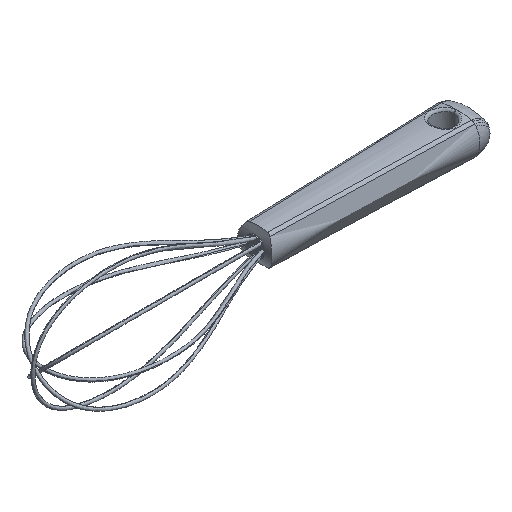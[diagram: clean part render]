
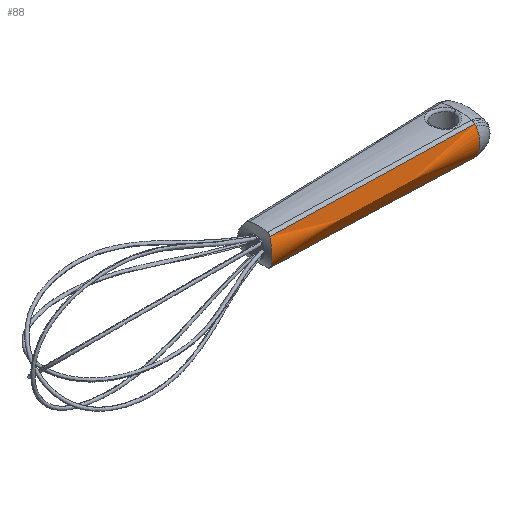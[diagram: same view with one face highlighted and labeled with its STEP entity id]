
A CAD part, isometric view. The second image highlights one B-rep face of the part: STEP entity #88.
In plain terms, the highlighted free-form (B-spline) face has degree [3, 3] with [4, 7] control points.
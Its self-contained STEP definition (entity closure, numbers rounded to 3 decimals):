
#18=B_SPLINE_SURFACE_WITH_KNOTS('',3,3,((#3385,#3386,#3387,#3388,#3389,
#3390,#3391),(#3392,#3393,#3394,#3395,#3396,#3397,#3398),(#3399,#3400,#3401,
#3402,#3403,#3404,#3405),(#3406,#3407,#3408,#3409,#3410,#3411,#3412)),
 .UNSPECIFIED.,.F.,.F.,.F.,(4,4),(4,1,1,1,4),(0.,97.746),(0.,
0.299,7.778,15.257,15.557),
 .UNSPECIFIED.);
#88=ADVANCED_FACE('',(#145),#18,.T.);
#145=FACE_OUTER_BOUND('',#203,.T.);
#203=EDGE_LOOP('',(#349,#350,#351,#352,#353,#354,#355,#356));
#349=ORIENTED_EDGE('',*,*,#532,.F.);
#350=ORIENTED_EDGE('',*,*,#556,.F.);
#351=ORIENTED_EDGE('',*,*,#553,.F.);
#352=ORIENTED_EDGE('',*,*,#549,.F.);
#353=ORIENTED_EDGE('',*,*,#550,.F.);
#354=ORIENTED_EDGE('',*,*,#551,.F.);
#355=ORIENTED_EDGE('',*,*,#530,.T.);
#356=ORIENTED_EDGE('',*,*,#543,.F.);
#530=EDGE_CURVE('',#702,#703,#781,.T.);
#532=EDGE_CURVE('',#704,#705,#783,.T.);
#543=EDGE_CURVE('',#705,#703,#794,.T.);
#549=EDGE_CURVE('',#713,#714,#800,.T.);
#550=EDGE_CURVE('',#715,#713,#801,.T.);
#551=EDGE_CURVE('',#702,#715,#802,.T.);
#553=EDGE_CURVE('',#714,#716,#804,.T.);
#556=EDGE_CURVE('',#716,#704,#807,.T.);
#702=VERTEX_POINT('',#4689);
#703=VERTEX_POINT('',#4690);
#704=VERTEX_POINT('',#4691);
#705=VERTEX_POINT('',#4692);
#713=VERTEX_POINT('',#4700);
#714=VERTEX_POINT('',#4701);
#715=VERTEX_POINT('',#4702);
#716=VERTEX_POINT('',#4703);
#781=B_SPLINE_CURVE_WITH_KNOTS('',1,(#4752,#4753),.UNSPECIFIED.,.F.,.F.,
(2,2),(0.,92.646),.UNSPECIFIED.);
#783=B_SPLINE_CURVE_WITH_KNOTS('',1,(#4758,#4759),.UNSPECIFIED.,.F.,.F.,
(2,2),(0.,92.646),.UNSPECIFIED.);
#794=B_SPLINE_CURVE_WITH_KNOTS('',3,(#4803,#4804,#4805,#4806,#4807,#4808,
#4809,#4810,#4811,#4812,#4813),.UNSPECIFIED.,.F.,.F.,(4,2,3,2,4),(0.287,
3.772,7.275,10.777,14.263),
 .UNSPECIFIED.);
#800=B_SPLINE_CURVE_WITH_KNOTS('',3,(#4847,#4848,#4849,#4850,#4851,#4852),
 .UNSPECIFIED.,.F.,.F.,(4,1,1,4),(25.712,28.895,30.486,
32.078),.UNSPECIFIED.);
#801=B_SPLINE_CURVE_WITH_KNOTS('',3,(#4853,#4854,#4855,#4856,#4857,#4858),
 .UNSPECIFIED.,.F.,.F.,(4,1,1,4),(83.492,85.087,86.682,
89.873),.UNSPECIFIED.);
#802=B_SPLINE_CURVE_WITH_KNOTS('',3,(#4859,#4860,#4861,#4862),
 .UNSPECIFIED.,.F.,.F.,(4,4),(-0.847,0.),.UNSPECIFIED.);
#804=B_SPLINE_CURVE_WITH_KNOTS('',3,(#4880,#4881,#4882,#4883),
 .UNSPECIFIED.,.F.,.F.,(4,4),(-0.845,0.),.UNSPECIFIED.);
#807=B_SPLINE_CURVE_WITH_KNOTS('',3,(#4905,#4906,#4907,#4908),
 .UNSPECIFIED.,.F.,.F.,(4,4),(-0.016,0.),.UNSPECIFIED.);
#3385=CARTESIAN_POINT('',(191.875,38.321,6.903));
#3386=CARTESIAN_POINT('',(191.875,38.259,6.829));
#3387=CARTESIAN_POINT('',(191.875,36.677,4.894));
#3388=CARTESIAN_POINT('',(191.875,34.969,0.001));
#3389=CARTESIAN_POINT('',(191.875,36.675,-4.893));
#3390=CARTESIAN_POINT('',(191.875,38.257,-6.828));
#3391=CARTESIAN_POINT('',(191.875,38.319,-6.902));
#3392=CARTESIAN_POINT('',(159.307,39.263,6.754));
#3393=CARTESIAN_POINT('',(159.307,39.202,6.683));
#3394=CARTESIAN_POINT('',(159.307,37.636,4.798));
#3395=CARTESIAN_POINT('',(159.307,35.941,0.001));
#3396=CARTESIAN_POINT('',(159.307,37.635,-4.797));
#3397=CARTESIAN_POINT('',(159.307,39.201,-6.682));
#3398=CARTESIAN_POINT('',(159.307,39.262,-6.754));
#3399=CARTESIAN_POINT('',(126.74,40.206,6.606));
#3400=CARTESIAN_POINT('',(126.74,40.146,6.537));
#3401=CARTESIAN_POINT('',(126.74,38.595,4.702));
#3402=CARTESIAN_POINT('',(126.74,36.914,0.));
#3403=CARTESIAN_POINT('',(126.74,38.595,-4.702));
#3404=CARTESIAN_POINT('',(126.74,40.145,-6.536));
#3405=CARTESIAN_POINT('',(126.74,40.205,-6.606));
#3406=CARTESIAN_POINT('',(94.172,41.149,6.458));
#3407=CARTESIAN_POINT('',(94.172,41.089,6.39));
#3408=CARTESIAN_POINT('',(94.172,39.555,4.606));
#3409=CARTESIAN_POINT('',(94.172,37.886,0.));
#3410=CARTESIAN_POINT('',(94.172,39.555,-4.606));
#3411=CARTESIAN_POINT('',(94.172,41.089,-6.39));
#3412=CARTESIAN_POINT('',(94.172,41.149,-6.458));
#4689=CARTESIAN_POINT('',(189.996,38.193,6.671));
#4690=CARTESIAN_POINT('',(97.39,40.878,6.266));
#4691=CARTESIAN_POINT('',(189.996,38.191,-6.67));
#4692=CARTESIAN_POINT('',(97.39,40.878,-6.266));
#4700=CARTESIAN_POINT('',(189.996,35.862,0.));
#4701=CARTESIAN_POINT('',(189.996,37.683,-5.976));
#4702=CARTESIAN_POINT('',(189.996,37.693,5.989));
#4703=CARTESIAN_POINT('',(189.996,38.181,-6.657));
#4752=CARTESIAN_POINT('',(189.996,38.193,6.671));
#4753=CARTESIAN_POINT('',(97.39,40.878,6.266));
#4758=CARTESIAN_POINT('',(189.996,38.191,-6.67));
#4759=CARTESIAN_POINT('',(97.39,40.878,-6.266));
#4803=CARTESIAN_POINT('',(97.39,40.878,-6.266));
#4804=CARTESIAN_POINT('',(97.012,40.186,-5.421));
#4805=CARTESIAN_POINT('',(96.669,39.632,-4.444));
#4806=CARTESIAN_POINT('',(96.186,38.86,-2.31));
#4807=CARTESIAN_POINT('',(96.051,38.648,-1.165));
#4808=CARTESIAN_POINT('',(96.051,38.648,0.));
#4809=CARTESIAN_POINT('',(96.051,38.648,1.165));
#4810=CARTESIAN_POINT('',(96.186,38.86,2.31));
#4811=CARTESIAN_POINT('',(96.669,39.632,4.444));
#4812=CARTESIAN_POINT('',(97.012,40.186,5.421));
#4813=CARTESIAN_POINT('',(97.39,40.878,6.266));
#4847=CARTESIAN_POINT('',(189.996,35.862,0.));
#4848=CARTESIAN_POINT('',(189.996,35.861,-1.057));
#4849=CARTESIAN_POINT('',(189.996,36.099,-2.641));
#4850=CARTESIAN_POINT('',(189.996,36.864,-4.617));
#4851=CARTESIAN_POINT('',(189.996,37.388,-5.537));
#4852=CARTESIAN_POINT('',(189.996,37.683,-5.976));
#4853=CARTESIAN_POINT('',(189.996,37.693,5.989));
#4854=CARTESIAN_POINT('',(189.996,37.396,5.55));
#4855=CARTESIAN_POINT('',(189.996,36.87,4.627));
#4856=CARTESIAN_POINT('',(189.996,36.101,2.648));
#4857=CARTESIAN_POINT('',(189.996,35.861,1.059));
#4858=CARTESIAN_POINT('',(189.996,35.862,0.));
#4859=CARTESIAN_POINT('',(189.996,38.193,6.671));
#4860=CARTESIAN_POINT('',(189.996,38.017,6.45));
#4861=CARTESIAN_POINT('',(189.996,37.85,6.223));
#4862=CARTESIAN_POINT('',(189.996,37.693,5.989));
#4880=CARTESIAN_POINT('',(189.996,37.683,-5.976));
#4881=CARTESIAN_POINT('',(189.996,37.84,-6.21));
#4882=CARTESIAN_POINT('',(189.996,38.006,-6.437));
#4883=CARTESIAN_POINT('',(189.996,38.181,-6.657));
#4905=CARTESIAN_POINT('',(189.996,38.181,-6.657));
#4906=CARTESIAN_POINT('',(189.996,38.184,-6.662));
#4907=CARTESIAN_POINT('',(189.996,38.188,-6.666));
#4908=CARTESIAN_POINT('',(189.996,38.191,-6.67));
